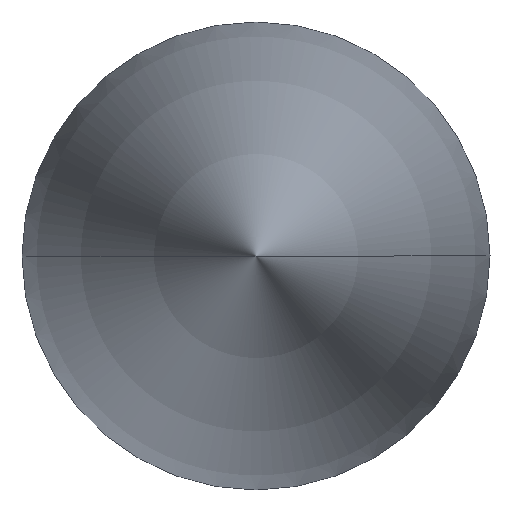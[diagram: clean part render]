
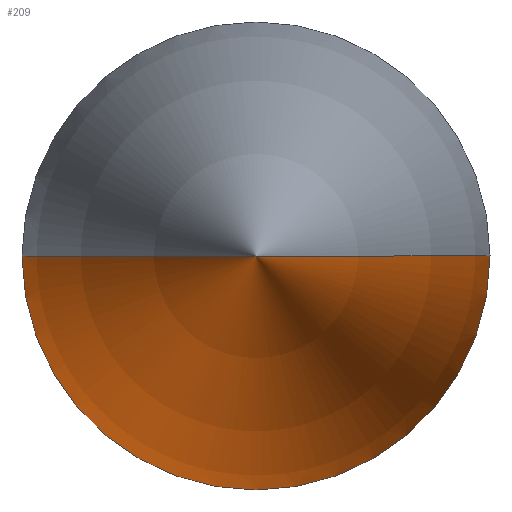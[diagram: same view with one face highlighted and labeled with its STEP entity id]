
A CAD part, left-side view. The second image highlights one B-rep face of the part: STEP entity #209.
In plain terms, the highlighted toroidal (fillet/blend) face has major radius 642.334 mm and minor radius 681.934 mm.
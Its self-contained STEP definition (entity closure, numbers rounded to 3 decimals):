
#4 = CARTESIAN_POINT ( 'NONE',  ( -229., 0., 0. ) ) ;
#23 = AXIS2_PLACEMENT_3D ( 'NONE', #152, #226, #155 ) ;
#33 = EDGE_CURVE ( 'NONE', #48, #145, #117, .T. ) ;
#40 = CARTESIAN_POINT ( 'NONE',  ( 0., -39.6, 0. ) ) ;
#48 = VERTEX_POINT ( 'NONE', #4 ) ;
#61 = AXIS2_PLACEMENT_3D ( 'NONE', #64, #187, #130 ) ;
#64 = CARTESIAN_POINT ( 'NONE',  ( 0., 0., 0. ) ) ;
#105 = DIRECTION ( 'NONE',  ( 1., 0., 0. ) ) ;
#113 = CIRCLE ( 'NONE', #293, 681.934 ) ;
#117 = CIRCLE ( 'NONE', #23, 681.934 ) ;
#130 = DIRECTION ( 'NONE',  ( 0., 1., 0. ) ) ;
#145 = VERTEX_POINT ( 'NONE', #211 ) ;
#146 = EDGE_CURVE ( 'NONE', #180, #145, #213, .T. ) ;
#147 = EDGE_CURVE ( 'NONE', #48, #180, #113, .T. ) ;
#152 = CARTESIAN_POINT ( 'NONE',  ( 0., -642.334, 0. ) ) ;
#155 = DIRECTION ( 'NONE',  ( -1., 0., 0. ) ) ;
#160 = DIRECTION ( 'NONE',  ( 0., 0., 1. ) ) ;
#161 = CARTESIAN_POINT ( 'NONE',  ( 0., 0., 0. ) ) ;
#163 = DIRECTION ( 'NONE',  ( 0., -1., 0. ) ) ;
#171 = ORIENTED_EDGE ( 'NONE', *, *, #146, .F. ) ;
#174 = ORIENTED_EDGE ( 'NONE', *, *, #33, .T. ) ;
#176 = TOROIDAL_SURFACE ( 'NONE', #61, -642.334, 681.934 ) ;
#180 = VERTEX_POINT ( 'NONE', #40 ) ;
#183 = EDGE_LOOP ( 'NONE', ( #306, #174, #171 ) ) ;
#187 = DIRECTION ( 'NONE',  ( 1., 0., 0. ) ) ;
#189 = FACE_OUTER_BOUND ( 'NONE', #183, .T. ) ;
#209 = ADVANCED_FACE ( 'NONE', ( #189 ), #176, .T. ) ;
#211 = CARTESIAN_POINT ( 'NONE',  ( 0., 39.6, 0. ) ) ;
#213 = CIRCLE ( 'NONE', #254, 39.6 ) ;
#226 = DIRECTION ( 'NONE',  ( 0., 0., -1. ) ) ;
#232 = CARTESIAN_POINT ( 'NONE',  ( 0., 642.334, 0. ) ) ;
#254 = AXIS2_PLACEMENT_3D ( 'NONE', #161, #105, #282 ) ;
#282 = DIRECTION ( 'NONE',  ( 0., 1., 0. ) ) ;
#293 = AXIS2_PLACEMENT_3D ( 'NONE', #232, #160, #163 ) ;
#306 = ORIENTED_EDGE ( 'NONE', *, *, #147, .F. ) ;
